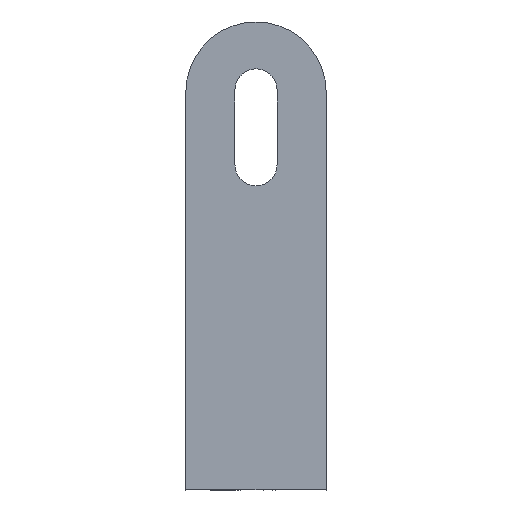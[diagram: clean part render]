
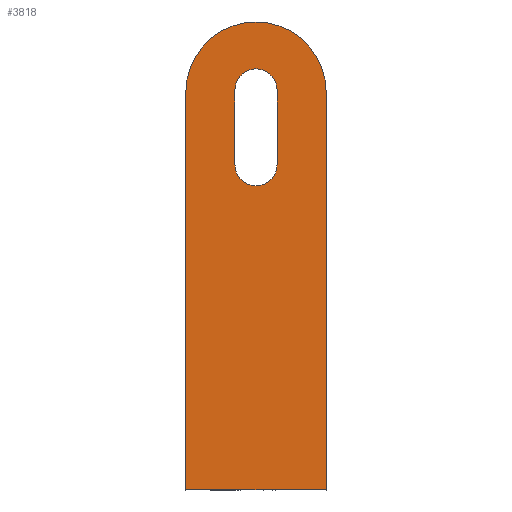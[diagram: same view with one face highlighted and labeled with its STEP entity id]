
A CAD part, left-side view. The second image highlights one B-rep face of the part: STEP entity #3818.
In plain terms, the highlighted planar face has unit normal (-1, 0, 0).
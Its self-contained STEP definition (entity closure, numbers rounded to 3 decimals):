
#46 = EDGE_CURVE ( 'NONE', #4284, #6230, #1043, .T. ) ;
#151 = VERTEX_POINT ( 'NONE', #4071 ) ;
#233 = EDGE_CURVE ( 'NONE', #7948, #151, #1174, .T. ) ;
#332 = DIRECTION ( 'NONE',  ( 0., 0., 1. ) ) ;
#400 = CARTESIAN_POINT ( 'NONE',  ( -3., -15., 0. ) ) ;
#459 = DIRECTION ( 'NONE',  ( 0., 0., 1. ) ) ;
#550 = LINE ( 'NONE', #3189, #10245 ) ;
#578 = CIRCLE ( 'NONE', #3880, 15. ) ;
#600 = DIRECTION ( 'NONE',  ( -1., 0., 0. ) ) ;
#723 = DIRECTION ( 'NONE',  ( 0., 0., -1. ) ) ;
#763 = VECTOR ( 'NONE', #10439, 1000. ) ;
#868 = CARTESIAN_POINT ( 'NONE',  ( -3., 15., 0. ) ) ;
#1043 = LINE ( 'NONE', #2300, #6204 ) ;
#1045 = AXIS2_PLACEMENT_3D ( 'NONE', #9171, #5190, #332 ) ;
#1174 = LINE ( 'NONE', #1671, #763 ) ;
#1181 = VERTEX_POINT ( 'NONE', #7038 ) ;
#1515 = CIRCLE ( 'NONE', #6488, 15. ) ;
#1544 = EDGE_CURVE ( 'NONE', #2080, #9513, #1515, .T. ) ;
#1562 = ORIENTED_EDGE ( 'NONE', *, *, #8306, .T. ) ;
#1671 = CARTESIAN_POINT ( 'NONE',  ( -3., 15., 0. ) ) ;
#1854 = AXIS2_PLACEMENT_3D ( 'NONE', #3088, #4659, #723 ) ;
#1963 = DIRECTION ( 'NONE',  ( 0., 0., 1. ) ) ;
#2080 = VERTEX_POINT ( 'NONE', #9323 ) ;
#2134 = VERTEX_POINT ( 'NONE', #2156 ) ;
#2156 = CARTESIAN_POINT ( 'NONE',  ( -3., 15., 85. ) ) ;
#2300 = CARTESIAN_POINT ( 'NONE',  ( -3., -4.5, 85.5 ) ) ;
#2369 = FACE_OUTER_BOUND ( 'NONE', #8234, .T. ) ;
#2459 = CARTESIAN_POINT ( 'NONE',  ( -3., 0., 100. ) ) ;
#2611 = ORIENTED_EDGE ( 'NONE', *, *, #7480, .T. ) ;
#2757 = VECTOR ( 'NONE', #1963, 1000. ) ;
#2941 = VECTOR ( 'NONE', #7611, 1000. ) ;
#3088 = CARTESIAN_POINT ( 'NONE',  ( -3., 0., 85.5 ) ) ;
#3125 = CIRCLE ( 'NONE', #1854, 4.5 ) ;
#3189 = CARTESIAN_POINT ( 'NONE',  ( -3., 4.5, 85.5 ) ) ;
#3613 = ORIENTED_EDGE ( 'NONE', *, *, #9396, .T. ) ;
#3818 = ADVANCED_FACE ( 'NONE', ( #4913, #2369 ), #8914, .T. ) ;
#3880 = AXIS2_PLACEMENT_3D ( 'NONE', #6259, #600, #3935 ) ;
#3935 = DIRECTION ( 'NONE',  ( 0., 0., 1. ) ) ;
#4033 = EDGE_CURVE ( 'NONE', #9513, #2134, #578, .T. ) ;
#4071 = CARTESIAN_POINT ( 'NONE',  ( -3., -15., 0. ) ) ;
#4284 = VERTEX_POINT ( 'NONE', #5807 ) ;
#4408 = CARTESIAN_POINT ( 'NONE',  ( -3., 0., 69.5 ) ) ;
#4465 = CARTESIAN_POINT ( 'NONE',  ( -3., 15., 85. ) ) ;
#4529 = DIRECTION ( 'NONE',  ( 1., 0., 0. ) ) ;
#4659 = DIRECTION ( 'NONE',  ( 1., 0., 0. ) ) ;
#4826 = ORIENTED_EDGE ( 'NONE', *, *, #46, .T. ) ;
#4905 = LINE ( 'NONE', #400, #2757 ) ;
#4913 = FACE_BOUND ( 'NONE', #7610, .T. ) ;
#5113 = ORIENTED_EDGE ( 'NONE', *, *, #1544, .T. ) ;
#5190 = DIRECTION ( 'NONE',  ( -1., 0., 0. ) ) ;
#5238 = LINE ( 'NONE', #4465, #2941 ) ;
#5404 = CARTESIAN_POINT ( 'NONE',  ( -3., 0., 69.5 ) ) ;
#5417 = EDGE_CURVE ( 'NONE', #6443, #4284, #3125, .T. ) ;
#5421 = CARTESIAN_POINT ( 'NONE',  ( -3., 0., 85. ) ) ;
#5497 = DIRECTION ( 'NONE',  ( 0., 0., 1. ) ) ;
#5622 = EDGE_CURVE ( 'NONE', #151, #2080, #4905, .T. ) ;
#5807 = CARTESIAN_POINT ( 'NONE',  ( -3., -4.5, 85.5 ) ) ;
#6204 = VECTOR ( 'NONE', #6319, 1000. ) ;
#6230 = VERTEX_POINT ( 'NONE', #9859 ) ;
#6259 = CARTESIAN_POINT ( 'NONE',  ( -3., 0., 85. ) ) ;
#6319 = DIRECTION ( 'NONE',  ( 0., 0., -1. ) ) ;
#6443 = VERTEX_POINT ( 'NONE', #10415 ) ;
#6488 = AXIS2_PLACEMENT_3D ( 'NONE', #5421, #8626, #459 ) ;
#6583 = AXIS2_PLACEMENT_3D ( 'NONE', #4408, #10008, #6746 ) ;
#6653 = ORIENTED_EDGE ( 'NONE', *, *, #5622, .T. ) ;
#6726 = VERTEX_POINT ( 'NONE', #7636 ) ;
#6746 = DIRECTION ( 'NONE',  ( 0., 0., -1. ) ) ;
#7038 = CARTESIAN_POINT ( 'NONE',  ( -3., 0., 65. ) ) ;
#7259 = AXIS2_PLACEMENT_3D ( 'NONE', #5404, #4529, #9308 ) ;
#7480 = EDGE_CURVE ( 'NONE', #1181, #6726, #7504, .T. ) ;
#7504 = CIRCLE ( 'NONE', #6583, 4.5 ) ;
#7539 = ORIENTED_EDGE ( 'NONE', *, *, #233, .T. ) ;
#7610 = EDGE_LOOP ( 'NONE', ( #8091, #4826, #3613, #2611, #1562 ) ) ;
#7611 = DIRECTION ( 'NONE',  ( 0., 0., -1. ) ) ;
#7636 = CARTESIAN_POINT ( 'NONE',  ( -3., 4.5, 69.5 ) ) ;
#7948 = VERTEX_POINT ( 'NONE', #868 ) ;
#8026 = ORIENTED_EDGE ( 'NONE', *, *, #4033, .T. ) ;
#8091 = ORIENTED_EDGE ( 'NONE', *, *, #5417, .T. ) ;
#8234 = EDGE_LOOP ( 'NONE', ( #5113, #8026, #10094, #7539, #6653 ) ) ;
#8306 = EDGE_CURVE ( 'NONE', #6726, #6443, #550, .T. ) ;
#8486 = CIRCLE ( 'NONE', #7259, 4.5 ) ;
#8626 = DIRECTION ( 'NONE',  ( -1., 0., 0. ) ) ;
#8914 = PLANE ( 'NONE',  #1045 ) ;
#9171 = CARTESIAN_POINT ( 'NONE',  ( -3., 0., 85. ) ) ;
#9308 = DIRECTION ( 'NONE',  ( 0., 0., -1. ) ) ;
#9323 = CARTESIAN_POINT ( 'NONE',  ( -3., -15., 85. ) ) ;
#9396 = EDGE_CURVE ( 'NONE', #6230, #1181, #8486, .T. ) ;
#9513 = VERTEX_POINT ( 'NONE', #2459 ) ;
#9859 = CARTESIAN_POINT ( 'NONE',  ( -3., -4.5, 69.5 ) ) ;
#10008 = DIRECTION ( 'NONE',  ( 1., 0., 0. ) ) ;
#10094 = ORIENTED_EDGE ( 'NONE', *, *, #10111, .T. ) ;
#10111 = EDGE_CURVE ( 'NONE', #2134, #7948, #5238, .T. ) ;
#10245 = VECTOR ( 'NONE', #5497, 1000. ) ;
#10415 = CARTESIAN_POINT ( 'NONE',  ( -3., 4.5, 85.5 ) ) ;
#10439 = DIRECTION ( 'NONE',  ( 0., -1., 0. ) ) ;
